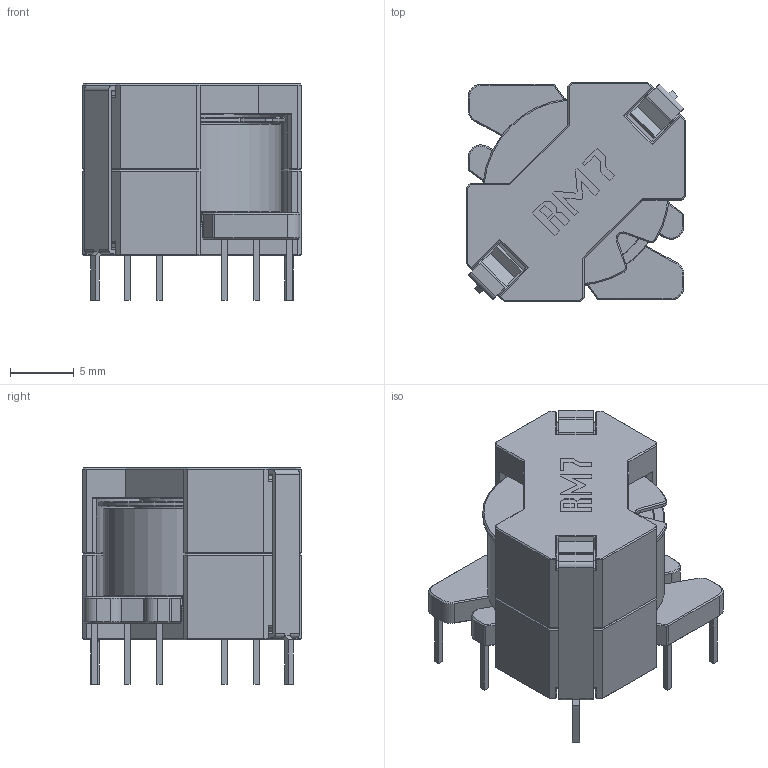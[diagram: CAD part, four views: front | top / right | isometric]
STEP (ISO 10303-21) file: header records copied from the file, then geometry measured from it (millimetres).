
FILE_DESCRIPTION(/* description */ ('model of RM-7_8pin'),/* implementation_level */ '2;1');
FILE_NAME(/* name */ 'RM-7_8pin.stp',/* time_stamp */ '2016-01-08T00:25:52',/* author */ ('Joan The Spark',''),/* organization */ (''),/* preprocessor_version */ '',/* originating_system */ '',/* authorisation */ '');
FILE_SCHEMA (('AUTOMOTIVE_DESIGN { 1 0 10303 214 3 1 1 }'));
Length unit declared in the file: millimetre
Products named in the file (1): RM-7_8pin
Bounding box: 17.2 x 17.2 x 16.98 mm (x, y, z)
Volume: 2749.1 mm3; surface area: 2828.2 mm2
Topology: 1 solids, 1 shells, 522 faces, 1254 edges, 751 vertices
Faces by surface type: plane 445, cone 32, cylinder 30, bspline 15
Full cylindrical faces by diameter (mm): 8.3 x2, 9.13 x2, 12.222 x1, 12.322 x1, 13.818 x1, 13.918 x1
Entity records: 15635 total; most frequent: CARTESIAN_POINT 3170, ORIENTED_EDGE 2484, DIRECTION 2334, EDGE_CURVE 1242, LINE 1104, VECTOR 1104, VERTEX_POINT 747, AXIS2_PLACEMENT_3D 615
